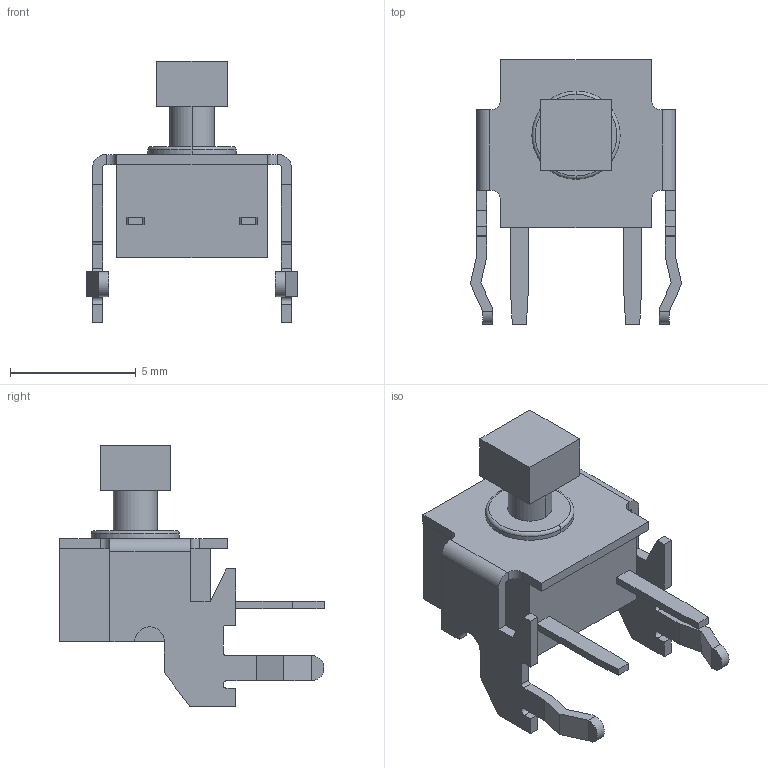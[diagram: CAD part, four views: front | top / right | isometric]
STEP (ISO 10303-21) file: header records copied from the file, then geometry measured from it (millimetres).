
FILE_DESCRIPTION((''),'2;1');
FILE_NAME('C-1825968-2','2009-12-09T',('workeradm'),(''),'PRO/ENGINEER BY PARAMETRIC TECHNOLOGY CORPORATION, 2008380','PRO/ENGINEER BY PARAMETRIC TECHNOLOGY CORPORATION, 2008380','');
FILE_SCHEMA(('AUTOMOTIVE_DESIGN { 1 0 10303 214 1 1 1 1 }'));
Length unit declared in the file: millimetre
Products named in the file (1): C-1825968-2
Bounding box: 8.4 x 10.51 x 10.38 mm (x, y, z)
Volume: 193.2 mm3; surface area: 370.3 mm2
Topology: 1 solids, 1 shells, 105 faces, 288 edges, 190 vertices
Faces by surface type: plane 81, cylinder 22, torus 2
Entity records: 3342 total; most frequent: CARTESIAN_POINT 584, ORIENTED_EDGE 576, DIRECTION 546, EDGE_CURVE 288, VECTOR 240, LINE 240, VERTEX_POINT 190, AXIS2_PLACEMENT_3D 153
